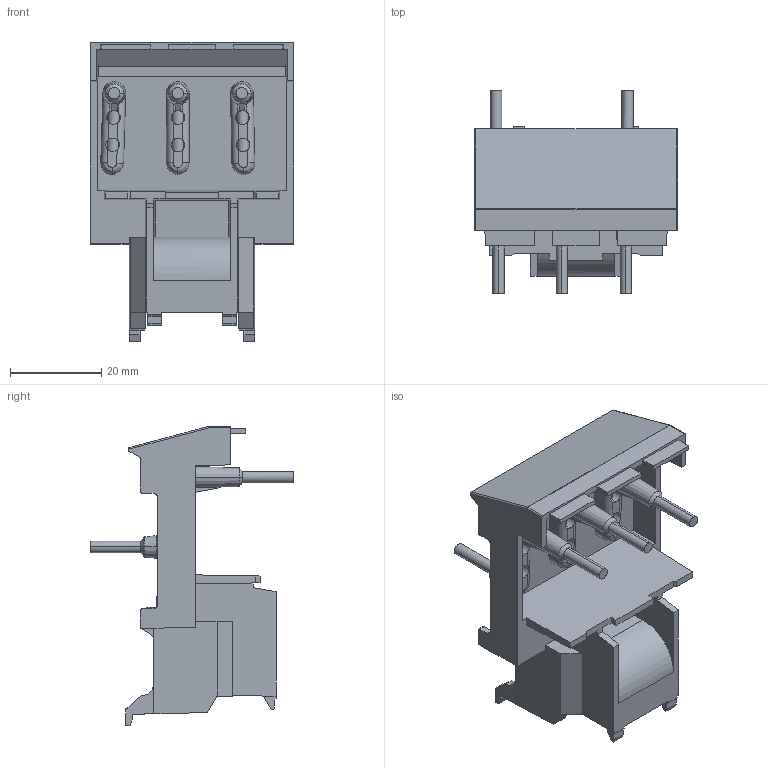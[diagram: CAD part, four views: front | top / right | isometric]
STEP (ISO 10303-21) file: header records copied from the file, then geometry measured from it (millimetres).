
FILE_DESCRIPTION (( 'STEP AP203' ), '1' );
FILE_NAME ('ECCMP-40B38.step', '2020-08-11T10:51:35', ( '' ), ( '' ), 'SwSTEP 2.0', 'SolidWorks 2019', '' );
FILE_SCHEMA (( 'CONFIG_CONTROL_DESIGN' ));
Length unit declared in the file: inch
Products named in the file (1): ECCMP-40B38
Bounding box: 44.65 x 44.5 x 65.7 mm (x, y, z)
Volume: 13641.3 mm3; surface area: 17908.8 mm2
Topology: 4 solids, 4 shells, 438 faces, 1230 edges, 782 vertices
Faces by surface type: plane 239, cylinder 98, bspline 70, cone 25, sphere 6
Entity records: 16625 total; most frequent: CARTESIAN_POINT 5761, ORIENTED_EDGE 2452, DIRECTION 2063, EDGE_CURVE 1226, VERTEX_POINT 782, VECTOR 735, LINE 735, AXIS2_PLACEMENT_3D 664
